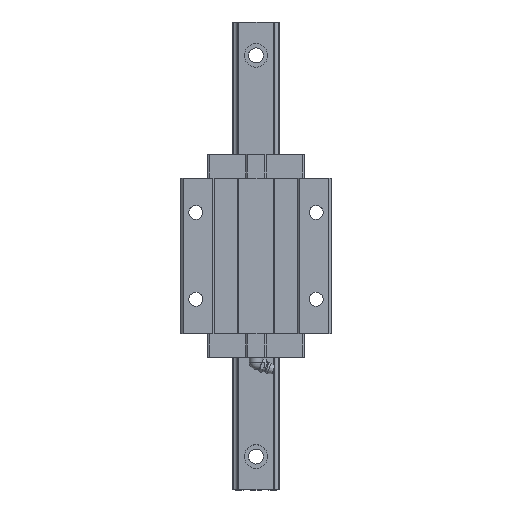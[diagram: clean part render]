
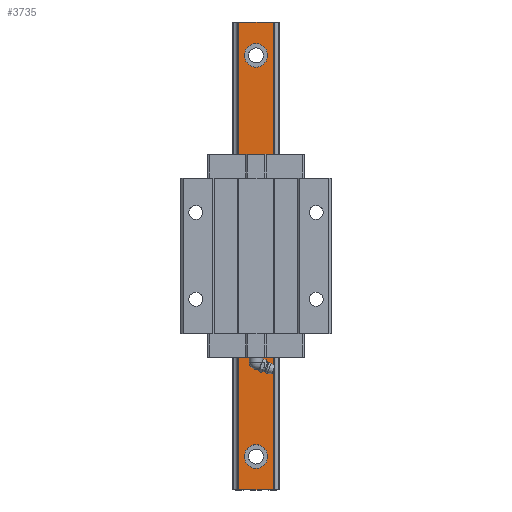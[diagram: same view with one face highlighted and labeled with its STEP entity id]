
A CAD part, top view. The second image highlights one B-rep face of the part: STEP entity #3735.
In plain terms, the highlighted planar face has unit normal (0, 0, 1).
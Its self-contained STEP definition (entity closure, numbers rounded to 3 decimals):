
#161=CIRCLE('',#4817,7.);
#168=CIRCLE('',#4834,7.);
#175=CIRCLE('',#4851,7.);
#177=CIRCLE('',#4859,7.);
#412=ORIENTED_EDGE('',*,*,#1444,.T.);
#413=ORIENTED_EDGE('',*,*,#1459,.T.);
#414=ORIENTED_EDGE('',*,*,#1474,.T.);
#415=ORIENTED_EDGE('',*,*,#1489,.T.);
#416=ORIENTED_EDGE('',*,*,#1490,.F.);
#417=ORIENTED_EDGE('',*,*,#1488,.F.);
#418=ORIENTED_EDGE('',*,*,#1491,.T.);
#419=ORIENTED_EDGE('',*,*,#1492,.T.);
#1444=EDGE_CURVE('',#1994,#1994,#161,.T.);
#1459=EDGE_CURVE('',#2005,#2005,#168,.T.);
#1474=EDGE_CURVE('',#2016,#2016,#175,.T.);
#1488=EDGE_CURVE('',#2028,#2026,#2383,.T.);
#1489=EDGE_CURVE('',#2029,#2029,#177,.T.);
#1490=EDGE_CURVE('',#2026,#2030,#2384,.T.);
#1491=EDGE_CURVE('',#2028,#2031,#2385,.T.);
#1492=EDGE_CURVE('',#2031,#2030,#2386,.T.);
#1994=VERTEX_POINT('',#6334);
#2005=VERTEX_POINT('',#6366);
#2016=VERTEX_POINT('',#6398);
#2026=VERTEX_POINT('',#6423);
#2028=VERTEX_POINT('',#6427);
#2029=VERTEX_POINT('',#6431);
#2030=VERTEX_POINT('',#6433);
#2031=VERTEX_POINT('',#6435);
#2383=LINE('',#6428,#2729);
#2384=LINE('',#6432,#2730);
#2385=LINE('',#6434,#2731);
#2386=LINE('',#6436,#2732);
#2729=VECTOR('',#5326,1000.);
#2730=VECTOR('',#5331,1000.);
#2731=VECTOR('',#5332,1000.);
#2732=VECTOR('',#5333,1000.);
#3083=EDGE_LOOP('',(#412));
#3084=EDGE_LOOP('',(#413));
#3085=EDGE_LOOP('',(#414));
#3086=EDGE_LOOP('',(#415));
#3087=EDGE_LOOP('',(#416,#417,#418,#419));
#3346=FACE_BOUND('',#3083,.T.);
#3347=FACE_BOUND('',#3084,.T.);
#3348=FACE_BOUND('',#3085,.T.);
#3349=FACE_BOUND('',#3086,.T.);
#3350=FACE_BOUND('',#3087,.T.);
#3594=PLANE('',#4858);
#3735=ADVANCED_FACE('',(#3346,#3347,#3348,#3349,#3350),#3594,.T.);
#4817=AXIS2_PLACEMENT_3D('',#6333,#5225,#5226);
#4834=AXIS2_PLACEMENT_3D('',#6365,#5263,#5264);
#4851=AXIS2_PLACEMENT_3D('',#6397,#5301,#5302);
#4858=AXIS2_PLACEMENT_3D('',#6429,#5327,#5328);
#4859=AXIS2_PLACEMENT_3D('',#6430,#5329,#5330);
#5225=DIRECTION('',(0.,0.,-1.));
#5226=DIRECTION('',(1.,0.,0.));
#5263=DIRECTION('',(0.,0.,-1.));
#5264=DIRECTION('',(1.,0.,0.));
#5301=DIRECTION('',(0.,0.,-1.));
#5302=DIRECTION('',(1.,0.,0.));
#5326=DIRECTION('',(0.,1.,0.));
#5327=DIRECTION('',(0.,0.,1.));
#5328=DIRECTION('',(1.,0.,0.));
#5329=DIRECTION('',(0.,0.,-1.));
#5330=DIRECTION('',(1.,0.,0.));
#5331=DIRECTION('',(1.,0.,0.));
#5332=DIRECTION('',(1.,0.,0.));
#5333=DIRECTION('',(0.,1.,0.));
#6333=CARTESIAN_POINT('',(0.,-120.,26.));
#6334=CARTESIAN_POINT('',(7.,-120.,26.));
#6365=CARTESIAN_POINT('',(0.,-40.,26.));
#6366=CARTESIAN_POINT('',(7.,-40.,26.));
#6397=CARTESIAN_POINT('',(0.,40.,26.));
#6398=CARTESIAN_POINT('',(7.,40.,26.));
#6423=CARTESIAN_POINT('',(-10.2,140.,26.));
#6427=CARTESIAN_POINT('',(-10.2,-140.,26.));
#6428=CARTESIAN_POINT('',(-10.2,-140.,26.));
#6429=CARTESIAN_POINT('',(-10.2,-140.,26.));
#6430=CARTESIAN_POINT('',(0.,120.,26.));
#6431=CARTESIAN_POINT('',(7.,120.,26.));
#6432=CARTESIAN_POINT('',(-10.2,140.,26.));
#6433=CARTESIAN_POINT('',(10.2,140.,26.));
#6434=CARTESIAN_POINT('',(-10.2,-140.,26.));
#6435=CARTESIAN_POINT('',(10.2,-140.,26.));
#6436=CARTESIAN_POINT('',(10.2,-140.,26.));
